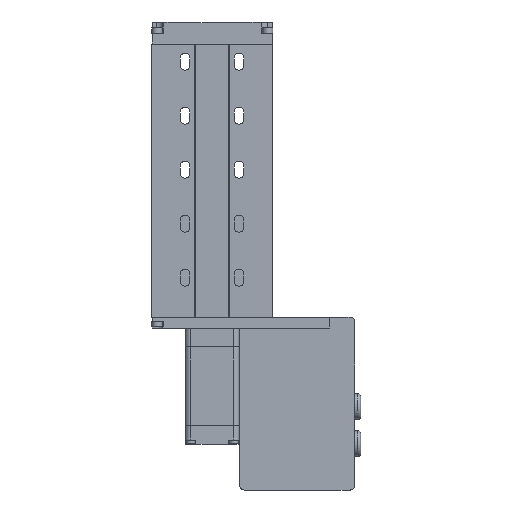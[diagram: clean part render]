
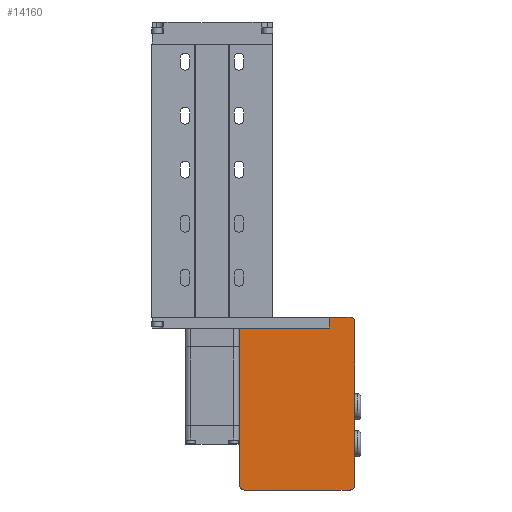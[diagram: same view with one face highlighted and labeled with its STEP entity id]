
A CAD part, front view. The second image highlights one B-rep face of the part: STEP entity #14160.
In plain terms, the highlighted planar face has unit normal (0, -1, 0).
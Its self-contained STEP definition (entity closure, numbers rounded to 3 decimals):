
#392 = DIRECTION ( 'NONE',  ( 1., 0., 0. ) ) ;
#595 = LINE ( 'NONE', #14564, #11157 ) ;
#724 = VECTOR ( 'NONE', #8396, 1000. ) ;
#807 = DIRECTION ( 'NONE',  ( 0., 0., 1. ) ) ;
#1065 = DIRECTION ( 'NONE',  ( 0., 0., 1. ) ) ;
#1244 = CARTESIAN_POINT ( 'NONE',  ( 52.81, -10.17, -60. ) ) ;
#2048 = AXIS2_PLACEMENT_3D ( 'NONE', #14790, #6385, #1065 ) ;
#2112 = VECTOR ( 'NONE', #392, 1000. ) ;
#2122 = VERTEX_POINT ( 'NONE', #9838 ) ;
#2142 = EDGE_CURVE ( 'NONE', #6973, #11373, #11145, .T. ) ;
#2603 = CARTESIAN_POINT ( 'NONE',  ( 51.11, -10.17, 4. ) ) ;
#2733 = ORIENTED_EDGE ( 'NONE', *, *, #10693, .F. ) ;
#3362 = DIRECTION ( 'NONE',  ( 0., 0., 1. ) ) ;
#3421 = CARTESIAN_POINT ( 'NONE',  ( 52.81, -10.17, 4. ) ) ;
#3575 = CARTESIAN_POINT ( 'NONE',  ( 11.86, -10.17, -60. ) ) ;
#3650 = VECTOR ( 'NONE', #6629, 1000. ) ;
#4213 = VECTOR ( 'NONE', #15023, 1000. ) ;
#4337 = CARTESIAN_POINT ( 'NONE',  ( 10.16, -10.17, 0. ) ) ;
#4806 = ORIENTED_EDGE ( 'NONE', *, *, #5818, .T. ) ;
#4846 = ORIENTED_EDGE ( 'NONE', *, *, #7997, .F. ) ;
#5441 = VERTEX_POINT ( 'NONE', #9485 ) ;
#5682 = EDGE_CURVE ( 'NONE', #15284, #11373, #9524, .T. ) ;
#5815 = ORIENTED_EDGE ( 'NONE', *, *, #12442, .F. ) ;
#5818 = EDGE_CURVE ( 'NONE', #13363, #12435, #14770, .T. ) ;
#6109 = CARTESIAN_POINT ( 'NONE',  ( 51.11, -10.17, 2.3 ) ) ;
#6188 = DIRECTION ( 'NONE',  ( 0., -1., 0. ) ) ;
#6238 = AXIS2_PLACEMENT_3D ( 'NONE', #8425, #7124, #3362 ) ;
#6249 = DIRECTION ( 'NONE',  ( -1., 0., 0. ) ) ;
#6385 = DIRECTION ( 'NONE',  ( 0., 1., 0. ) ) ;
#6392 = LINE ( 'NONE', #11368, #3650 ) ;
#6629 = DIRECTION ( 'NONE',  ( 0., 0., 1. ) ) ;
#6973 = VERTEX_POINT ( 'NONE', #13944 ) ;
#7124 = DIRECTION ( 'NONE',  ( 0., -1., 0. ) ) ;
#7997 = EDGE_CURVE ( 'NONE', #10798, #5441, #595, .T. ) ;
#8200 = DIRECTION ( 'NONE',  ( 1., 0., 0. ) ) ;
#8250 = DIRECTION ( 'NONE',  ( 0., -1., 0. ) ) ;
#8285 = CARTESIAN_POINT ( 'NONE',  ( 10.16, -10.17, -58.3 ) ) ;
#8396 = DIRECTION ( 'NONE',  ( 0., 0., -1. ) ) ;
#8425 = CARTESIAN_POINT ( 'NONE',  ( 51.11, -10.17, -58.3 ) ) ;
#8557 = CARTESIAN_POINT ( 'NONE',  ( 52.81, -10.17, 2.3 ) ) ;
#8589 = EDGE_CURVE ( 'NONE', #13363, #2122, #14606, .T. ) ;
#8670 = FACE_OUTER_BOUND ( 'NONE', #12587, .T. ) ;
#8816 = LINE ( 'NONE', #15260, #2112 ) ;
#8829 = PLANE ( 'NONE',  #2048 ) ;
#8937 = ORIENTED_EDGE ( 'NONE', *, *, #2142, .F. ) ;
#9050 = LINE ( 'NONE', #10125, #4213 ) ;
#9485 = CARTESIAN_POINT ( 'NONE',  ( 43.41, -10.17, 0. ) ) ;
#9524 = CIRCLE ( 'NONE', #13169, 1.7 ) ;
#9584 = CARTESIAN_POINT ( 'NONE',  ( 43.41, -10.17, 4. ) ) ;
#9635 = CARTESIAN_POINT ( 'NONE',  ( 11.86, -10.17, -58.3 ) ) ;
#9813 = AXIS2_PLACEMENT_3D ( 'NONE', #6109, #6188, #9874 ) ;
#9838 = CARTESIAN_POINT ( 'NONE',  ( 52.81, -10.17, -58.3 ) ) ;
#9874 = DIRECTION ( 'NONE',  ( 0., 0., 1. ) ) ;
#10040 = VERTEX_POINT ( 'NONE', #9584 ) ;
#10125 = CARTESIAN_POINT ( 'NONE',  ( 43.41, -10.17, 0. ) ) ;
#10693 = EDGE_CURVE ( 'NONE', #15284, #10798, #6392, .T. ) ;
#10798 = VERTEX_POINT ( 'NONE', #4337 ) ;
#11145 = LINE ( 'NONE', #1244, #13902 ) ;
#11157 = VECTOR ( 'NONE', #8200, 1000. ) ;
#11200 = CIRCLE ( 'NONE', #6238, 1.7 ) ;
#11368 = CARTESIAN_POINT ( 'NONE',  ( 10.16, -10.17, -60. ) ) ;
#11373 = VERTEX_POINT ( 'NONE', #3575 ) ;
#12435 = VERTEX_POINT ( 'NONE', #2603 ) ;
#12442 = EDGE_CURVE ( 'NONE', #10040, #12435, #8816, .T. ) ;
#12449 = EDGE_CURVE ( 'NONE', #5441, #10040, #9050, .T. ) ;
#12587 = EDGE_LOOP ( 'NONE', ( #2733, #13527, #8937, #13032, #14468, #4806, #5815, #16103, #4846 ) ) ;
#13032 = ORIENTED_EDGE ( 'NONE', *, *, #14010, .T. ) ;
#13169 = AXIS2_PLACEMENT_3D ( 'NONE', #9635, #8250, #807 ) ;
#13363 = VERTEX_POINT ( 'NONE', #8557 ) ;
#13527 = ORIENTED_EDGE ( 'NONE', *, *, #5682, .T. ) ;
#13902 = VECTOR ( 'NONE', #6249, 1000. ) ;
#13944 = CARTESIAN_POINT ( 'NONE',  ( 51.11, -10.17, -60. ) ) ;
#14010 = EDGE_CURVE ( 'NONE', #6973, #2122, #11200, .T. ) ;
#14160 = ADVANCED_FACE ( 'NONE', ( #8670 ), #8829, .F. ) ;
#14468 = ORIENTED_EDGE ( 'NONE', *, *, #8589, .F. ) ;
#14564 = CARTESIAN_POINT ( 'NONE',  ( 10.16, -10.17, 0. ) ) ;
#14606 = LINE ( 'NONE', #3421, #724 ) ;
#14770 = CIRCLE ( 'NONE', #9813, 1.7 ) ;
#14790 = CARTESIAN_POINT ( 'NONE',  ( 0., -10.17, 0. ) ) ;
#15023 = DIRECTION ( 'NONE',  ( 0., 0., 1. ) ) ;
#15260 = CARTESIAN_POINT ( 'NONE',  ( 43.41, -10.17, 4. ) ) ;
#15284 = VERTEX_POINT ( 'NONE', #8285 ) ;
#16103 = ORIENTED_EDGE ( 'NONE', *, *, #12449, .F. ) ;
